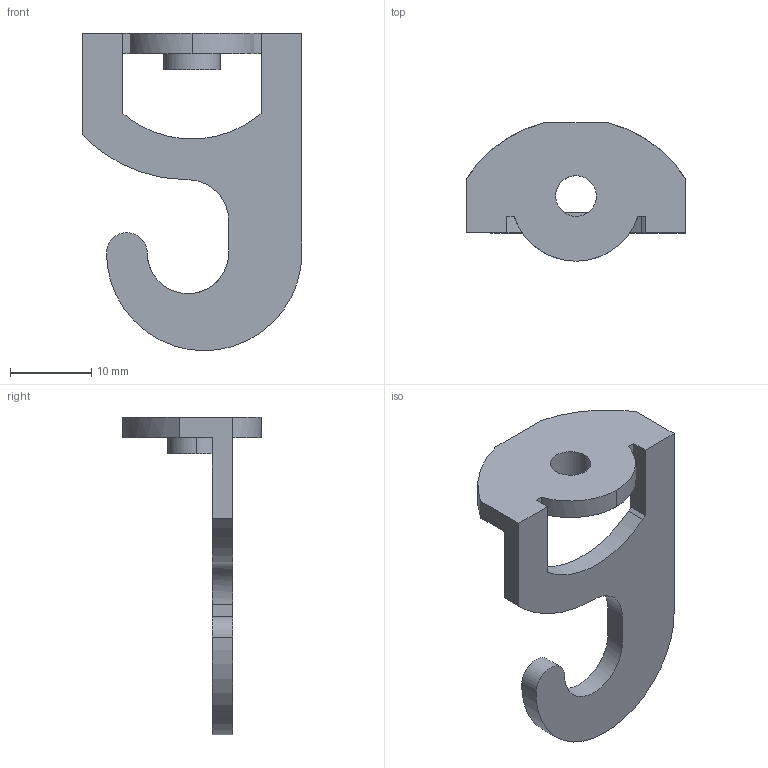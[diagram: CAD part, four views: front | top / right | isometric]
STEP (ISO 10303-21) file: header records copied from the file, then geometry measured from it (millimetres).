
FILE_DESCRIPTION(/* description */ (''),/* implementation_level */ '2;1');
FILE_NAME(/* name */ '3460762',/* time_stamp */ '2016-03-14T15:28:31+01:00',/* author */ (''),/* organization */ (''),/* preprocessor_version */ 'ST-DEVELOPER v15',/* originating_system */ '',/* authorisation */ '');
FILE_SCHEMA (('CONFIG_CONTROL_DESIGN'));
Length unit declared in the file: millimetre
Products named in the file (1): Document
Bounding box: 27 x 17 x 39 mm (x, y, z)
Volume: 2142.8 mm3; surface area: 2374.8 mm2
Topology: 1 solids, 1 shells, 71 faces, 183 edges, 122 vertices
Faces by surface type: plane 39, bspline 32
Entity records: 3271 total; most frequent: CARTESIAN_POINT 2016, ORIENTED_EDGE 366, EDGE_CURVE 183, B_SPLINE_CURVE_WITH_KNOTS 127, VERTEX_POINT 122, EDGE_LOOP 83, ADVANCED_FACE 71, FACE_OUTER_BOUND 71
